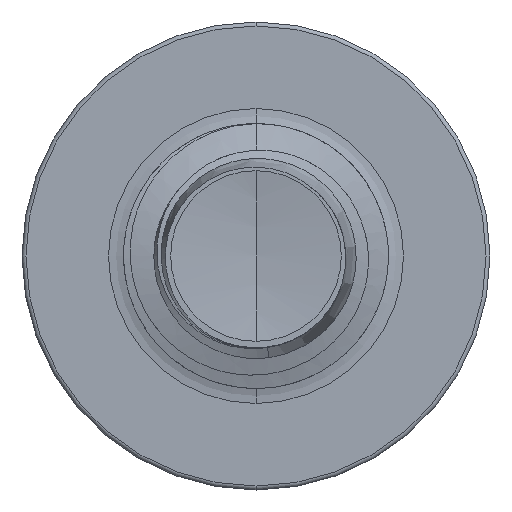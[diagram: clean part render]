
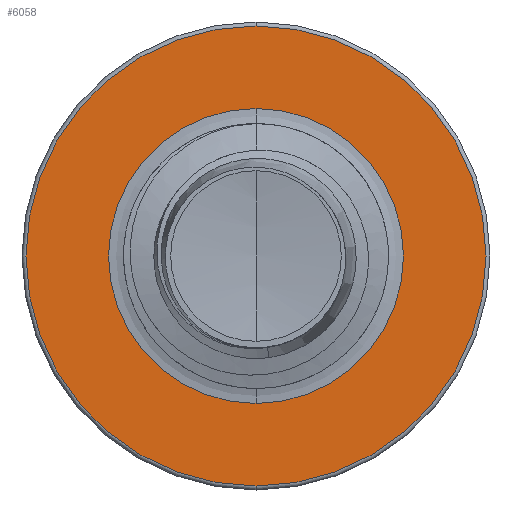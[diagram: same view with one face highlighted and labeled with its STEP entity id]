
A CAD part, front view. The second image highlights one B-rep face of the part: STEP entity #6058.
In plain terms, the highlighted planar face has unit normal (0, -1, 0).
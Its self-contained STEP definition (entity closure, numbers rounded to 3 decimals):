
#44 = EDGE_CURVE ( 'NONE', #424, #10606, #88, .T. ) ;
#88 = CIRCLE ( 'NONE', #8175, 1.67 ) ;
#424 = VERTEX_POINT ( 'NONE', #6127 ) ;
#831 = CIRCLE ( 'NONE', #5228, 2.605 ) ;
#961 = FACE_OUTER_BOUND ( 'NONE', #9252, .T. ) ;
#2424 = AXIS2_PLACEMENT_3D ( 'NONE', #7897, #3013, #8728 ) ;
#3013 = DIRECTION ( 'NONE',  ( 0., 1., 0. ) ) ;
#3107 = EDGE_CURVE ( 'NONE', #8219, #9381, #4584, .T. ) ;
#3116 = CARTESIAN_POINT ( 'NONE',  ( 0., 3., 0. ) ) ;
#3786 = CARTESIAN_POINT ( 'NONE',  ( 0., 3., -2.605 ) ) ;
#3881 = CARTESIAN_POINT ( 'NONE',  ( 0., 3., 0. ) ) ;
#3941 = DIRECTION ( 'NONE',  ( 0., 0., 1. ) ) ;
#4112 = CARTESIAN_POINT ( 'NONE',  ( 0., 3., -1.67 ) ) ;
#4584 = CIRCLE ( 'NONE', #2424, 2.605 ) ;
#4603 = DIRECTION ( 'NONE',  ( 0., 1., 0. ) ) ;
#4698 = DIRECTION ( 'NONE',  ( 0., 0., 1. ) ) ;
#5035 = ORIENTED_EDGE ( 'NONE', *, *, #5673, .T. ) ;
#5228 = AXIS2_PLACEMENT_3D ( 'NONE', #3116, #8825, #3941 ) ;
#5379 = DIRECTION ( 'NONE',  ( 0., 0., 1. ) ) ;
#5673 = EDGE_CURVE ( 'NONE', #10606, #424, #9682, .T. ) ;
#5753 = DIRECTION ( 'NONE',  ( 0., 0., 1. ) ) ;
#6058 = ADVANCED_FACE ( 'NONE', ( #961, #9431 ), #7236, .F. ) ;
#6127 = CARTESIAN_POINT ( 'NONE',  ( 0., 3., 1.67 ) ) ;
#7032 = CARTESIAN_POINT ( 'NONE',  ( 0., 3., 0. ) ) ;
#7057 = EDGE_CURVE ( 'NONE', #9381, #8219, #831, .T. ) ;
#7186 = ORIENTED_EDGE ( 'NONE', *, *, #7057, .F. ) ;
#7236 = PLANE ( 'NONE',  #8160 ) ;
#7897 = CARTESIAN_POINT ( 'NONE',  ( 0., 3., 0. ) ) ;
#8160 = AXIS2_PLACEMENT_3D ( 'NONE', #4112, #9810, #5753 ) ;
#8175 = AXIS2_PLACEMENT_3D ( 'NONE', #7032, #4603, #5379 ) ;
#8219 = VERTEX_POINT ( 'NONE', #9458 ) ;
#8457 = ORIENTED_EDGE ( 'NONE', *, *, #44, .T. ) ;
#8728 = DIRECTION ( 'NONE',  ( 0., 0., 1. ) ) ;
#8825 = DIRECTION ( 'NONE',  ( 0., 1., 0. ) ) ;
#8855 = EDGE_LOOP ( 'NONE', ( #8457, #5035 ) ) ;
#9056 = AXIS2_PLACEMENT_3D ( 'NONE', #3881, #9583, #4698 ) ;
#9147 = CARTESIAN_POINT ( 'NONE',  ( 0., 3., -1.67 ) ) ;
#9252 = EDGE_LOOP ( 'NONE', ( #10005, #7186 ) ) ;
#9381 = VERTEX_POINT ( 'NONE', #3786 ) ;
#9431 = FACE_BOUND ( 'NONE', #8855, .T. ) ;
#9458 = CARTESIAN_POINT ( 'NONE',  ( 0., 3., 2.605 ) ) ;
#9583 = DIRECTION ( 'NONE',  ( 0., 1., 0. ) ) ;
#9682 = CIRCLE ( 'NONE', #9056, 1.67 ) ;
#9810 = DIRECTION ( 'NONE',  ( 0., 1., 0. ) ) ;
#10005 = ORIENTED_EDGE ( 'NONE', *, *, #3107, .F. ) ;
#10606 = VERTEX_POINT ( 'NONE', #9147 ) ;
